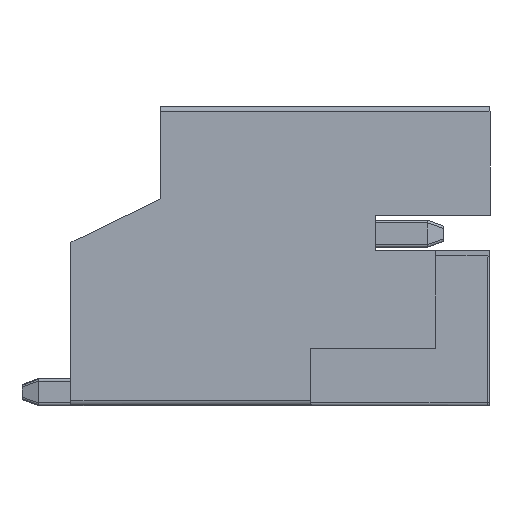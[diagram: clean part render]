
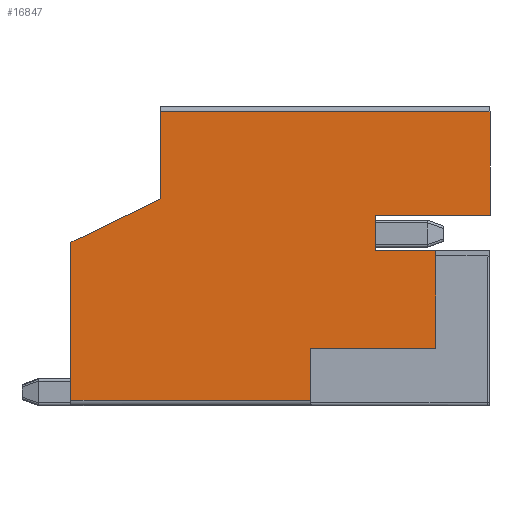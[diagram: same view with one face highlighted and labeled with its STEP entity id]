
A CAD part, left-side view. The second image highlights one B-rep face of the part: STEP entity #16847.
In plain terms, the highlighted planar face has unit normal (-1, 0, 0).
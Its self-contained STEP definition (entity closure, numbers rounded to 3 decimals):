
#90 = B_SPLINE_CURVE_WITH_KNOTS ( 'NONE', 1,
 ( #7798, #13921 ),
 .UNSPECIFIED., .F., .F.,
 ( 2, 2 ),
 ( 0., 2.1 ),
 .UNSPECIFIED. ) ;
#118 = EDGE_CURVE ( 'NONE', #6750, #18401, #15437, .T. ) ;
#295 = EDGE_CURVE ( 'NONE', #14818, #6750, #11787, .T. ) ;
#322 = EDGE_CURVE ( 'NONE', #760, #9419, #9174, .T. ) ;
#402 = ORIENTED_EDGE ( 'NONE', *, *, #5201, .F. ) ;
#502 = CARTESIAN_POINT ( 'NONE',  ( -10., 1.65, 0.15 ) ) ;
#760 = VERTEX_POINT ( 'NONE', #12301 ) ;
#882 = ORIENTED_EDGE ( 'NONE', *, *, #909, .F. ) ;
#909 = EDGE_CURVE ( 'NONE', #5956, #14957, #7906, .T. ) ;
#976 = EDGE_CURVE ( 'NONE', #5896, #14957, #19685, .T. ) ;
#994 = CARTESIAN_POINT ( 'NONE',  ( -10., 6.05, 0.15 ) ) ;
#1045 = ORIENTED_EDGE ( 'NONE', *, *, #11711, .F. ) ;
#1369 = CARTESIAN_POINT ( 'NONE',  ( -10., -1.65, 5.45 ) ) ;
#1686 = CARTESIAN_POINT ( 'NONE',  ( -10., 6.05, 0.15 ) ) ;
#1737 = VERTEX_POINT ( 'NONE', #6482 ) ;
#2471 = DIRECTION ( 'NONE',  ( 0., 0., 1. ) ) ;
#2478 = CARTESIAN_POINT ( 'NONE',  ( -10., 1.65, 1.1 ) ) ;
#3169 = CARTESIAN_POINT ( 'NONE',  ( -10., -0.65, 2.9 ) ) ;
#3232 = CARTESIAN_POINT ( 'NONE',  ( -10., 4.4, 3.85 ) ) ;
#3240 = CARTESIAN_POINT ( 'NONE',  ( -10., 4.4, 3.85 ) ) ;
#3640 = CARTESIAN_POINT ( 'NONE',  ( -10., -0.65, 1.1 ) ) ;
#3792 = B_SPLINE_CURVE_WITH_KNOTS ( 'NONE', 1,
 ( #8019, #12630 ),
 .UNSPECIFIED., .F., .F.,
 ( 2, 2 ),
 ( 0., 2.9 ),
 .UNSPECIFIED. ) ;
#3871 = VERTEX_POINT ( 'NONE', #994 ) ;
#3959 = ORIENTED_EDGE ( 'NONE', *, *, #17160, .T. ) ;
#4147 = CARTESIAN_POINT ( 'NONE',  ( -10., -0.65, 1.1 ) ) ;
#4589 = EDGE_CURVE ( 'NONE', #18401, #16294, #16832, .T. ) ;
#5201 = EDGE_CURVE ( 'NONE', #5896, #3871, #9343, .T. ) ;
#5283 = ORIENTED_EDGE ( 'NONE', *, *, #4589, .F. ) ;
#5388 = ORIENTED_EDGE ( 'NONE', *, *, #976, .T. ) ;
#5896 = VERTEX_POINT ( 'NONE', #16405 ) ;
#5956 = VERTEX_POINT ( 'NONE', #19438 ) ;
#6482 = CARTESIAN_POINT ( 'NONE',  ( -10., -1.65, 3.55 ) ) ;
#6750 = VERTEX_POINT ( 'NONE', #3240 ) ;
#6981 = PLANE ( 'NONE',  #9882 ) ;
#7798 = CARTESIAN_POINT ( 'NONE',  ( -10., -1.65, 3.55 ) ) ;
#7906 = B_SPLINE_CURVE_WITH_KNOTS ( 'NONE', 1,
 ( #3640, #12701 ),
 .UNSPECIFIED., .F., .F.,
 ( 2, 2 ),
 ( 0., 2.3 ),
 .UNSPECIFIED. ) ;
#8019 = CARTESIAN_POINT ( 'NONE',  ( -10., 6.05, 0.15 ) ) ;
#8133 = CARTESIAN_POINT ( 'NONE',  ( -10., 0.45, 2.9 ) ) ;
#8615 = CARTESIAN_POINT ( 'NONE',  ( -10., 4.4, 5.45 ) ) ;
#8784 = CARTESIAN_POINT ( 'NONE',  ( -10., -0.65, 2.9 ) ) ;
#8865 = ORIENTED_EDGE ( 'NONE', *, *, #17140, .F. ) ;
#8905 = ORIENTED_EDGE ( 'NONE', *, *, #11727, .F. ) ;
#9174 = B_SPLINE_CURVE_WITH_KNOTS ( 'NONE', 1,
 ( #18203, #17827 ),
 .UNSPECIFIED., .F., .F.,
 ( 2, 2 ),
 ( 0., 0.65 ),
 .UNSPECIFIED. ) ;
#9343 = B_SPLINE_CURVE_WITH_KNOTS ( 'NONE', 1,
 ( #10748, #1686 ),
 .UNSPECIFIED., .F., .F.,
 ( 2, 2 ),
 ( 0., 4.4 ),
 .UNSPECIFIED. ) ;
#9419 = VERTEX_POINT ( 'NONE', #8133 ) ;
#9882 = AXIS2_PLACEMENT_3D ( 'NONE', #13148, #19299, #2471 ) ;
#10059 = B_SPLINE_CURVE_WITH_KNOTS ( 'NONE', 1,
 ( #8784, #19567 ),
 .UNSPECIFIED., .F., .F.,
 ( 2, 2 ),
 ( 0., 1.1 ),
 .UNSPECIFIED. ) ;
#10748 = CARTESIAN_POINT ( 'NONE',  ( -10., 1.65, 0.15 ) ) ;
#11415 = ORIENTED_EDGE ( 'NONE', *, *, #322, .F. ) ;
#11711 = EDGE_CURVE ( 'NONE', #16294, #1737, #12082, .T. ) ;
#11727 = EDGE_CURVE ( 'NONE', #1737, #760, #90, .T. ) ;
#11787 = B_SPLINE_CURVE_WITH_KNOTS ( 'NONE', 1,
 ( #14695, #15261 ),
 .UNSPECIFIED., .F., .F.,
 ( 2, 2 ),
 ( -1.834, 0. ),
 .UNSPECIFIED. ) ;
#11793 = CARTESIAN_POINT ( 'NONE',  ( -10., -0.65, 2.9 ) ) ;
#12082 = B_SPLINE_CURVE_WITH_KNOTS ( 'NONE', 1,
 ( #1369, #13641 ),
 .UNSPECIFIED., .F., .F.,
 ( 2, 2 ),
 ( 0., 1.9 ),
 .UNSPECIFIED. ) ;
#12084 = CARTESIAN_POINT ( 'NONE',  ( -10., 4.4, 5.45 ) ) ;
#12301 = CARTESIAN_POINT ( 'NONE',  ( -10., 0.45, 3.55 ) ) ;
#12445 = B_SPLINE_CURVE_WITH_KNOTS ( 'NONE', 1,
 ( #11793, #4147 ),
 .UNSPECIFIED., .F., .F.,
 ( 2, 2 ),
 ( 0., 1.8 ),
 .UNSPECIFIED. ) ;
#12630 = CARTESIAN_POINT ( 'NONE',  ( -10., 6.05, 3.05 ) ) ;
#12701 = CARTESIAN_POINT ( 'NONE',  ( -10., 1.65, 1.1 ) ) ;
#12965 = ORIENTED_EDGE ( 'NONE', *, *, #118, .F. ) ;
#13148 = CARTESIAN_POINT ( 'NONE',  ( -10., -2.42, 5.98 ) ) ;
#13403 = ORIENTED_EDGE ( 'NONE', *, *, #295, .F. ) ;
#13641 = CARTESIAN_POINT ( 'NONE',  ( -10., -1.65, 3.55 ) ) ;
#13683 = CARTESIAN_POINT ( 'NONE',  ( -10., 4.4, 5.45 ) ) ;
#13872 = CARTESIAN_POINT ( 'NONE',  ( -10., 1.65, 1.1 ) ) ;
#13880 = EDGE_CURVE ( 'NONE', #3871, #14818, #3792, .T. ) ;
#13921 = CARTESIAN_POINT ( 'NONE',  ( -10., 0.45, 3.55 ) ) ;
#14695 = CARTESIAN_POINT ( 'NONE',  ( -10., 6.05, 3.05 ) ) ;
#14818 = VERTEX_POINT ( 'NONE', #18708 ) ;
#14957 = VERTEX_POINT ( 'NONE', #2478 ) ;
#15047 = FACE_OUTER_BOUND ( 'NONE', #18470, .T. ) ;
#15261 = CARTESIAN_POINT ( 'NONE',  ( -10., 4.4, 3.85 ) ) ;
#15437 = B_SPLINE_CURVE_WITH_KNOTS ( 'NONE', 1,
 ( #3232, #12084 ),
 .UNSPECIFIED., .F., .F.,
 ( 2, 2 ),
 ( 0., 1.6 ),
 .UNSPECIFIED. ) ;
#16294 = VERTEX_POINT ( 'NONE', #19675 ) ;
#16405 = CARTESIAN_POINT ( 'NONE',  ( -10., 1.65, 0.15 ) ) ;
#16832 = B_SPLINE_CURVE_WITH_KNOTS ( 'NONE', 1,
 ( #13683, #19825 ),
 .UNSPECIFIED., .F., .F.,
 ( 2, 2 ),
 ( 0., 6.05 ),
 .UNSPECIFIED. ) ;
#16847 = ADVANCED_FACE ( 'NONE', ( #15047 ), #6981, .T. ) ;
#17140 = EDGE_CURVE ( 'NONE', #19452, #5956, #12445, .T. ) ;
#17160 = EDGE_CURVE ( 'NONE', #19452, #9419, #10059, .T. ) ;
#17827 = CARTESIAN_POINT ( 'NONE',  ( -10., 0.45, 2.9 ) ) ;
#17988 = ORIENTED_EDGE ( 'NONE', *, *, #13880, .F. ) ;
#18203 = CARTESIAN_POINT ( 'NONE',  ( -10., 0.45, 3.55 ) ) ;
#18401 = VERTEX_POINT ( 'NONE', #8615 ) ;
#18470 = EDGE_LOOP ( 'NONE', ( #402, #5388, #882, #8865, #3959, #11415, #8905, #1045, #5283, #12965, #13403, #17988 ) ) ;
#18708 = CARTESIAN_POINT ( 'NONE',  ( -10., 6.05, 3.05 ) ) ;
#19299 = DIRECTION ( 'NONE',  ( -1., 0., 0. ) ) ;
#19438 = CARTESIAN_POINT ( 'NONE',  ( -10., -0.65, 1.1 ) ) ;
#19452 = VERTEX_POINT ( 'NONE', #3169 ) ;
#19567 = CARTESIAN_POINT ( 'NONE',  ( -10., 0.45, 2.9 ) ) ;
#19675 = CARTESIAN_POINT ( 'NONE',  ( -10., -1.65, 5.45 ) ) ;
#19685 = B_SPLINE_CURVE_WITH_KNOTS ( 'NONE', 1,
 ( #502, #13872 ),
 .UNSPECIFIED., .F., .F.,
 ( 2, 2 ),
 ( 0., 0.95 ),
 .UNSPECIFIED. ) ;
#19825 = CARTESIAN_POINT ( 'NONE',  ( -10., -1.65, 5.45 ) ) ;
